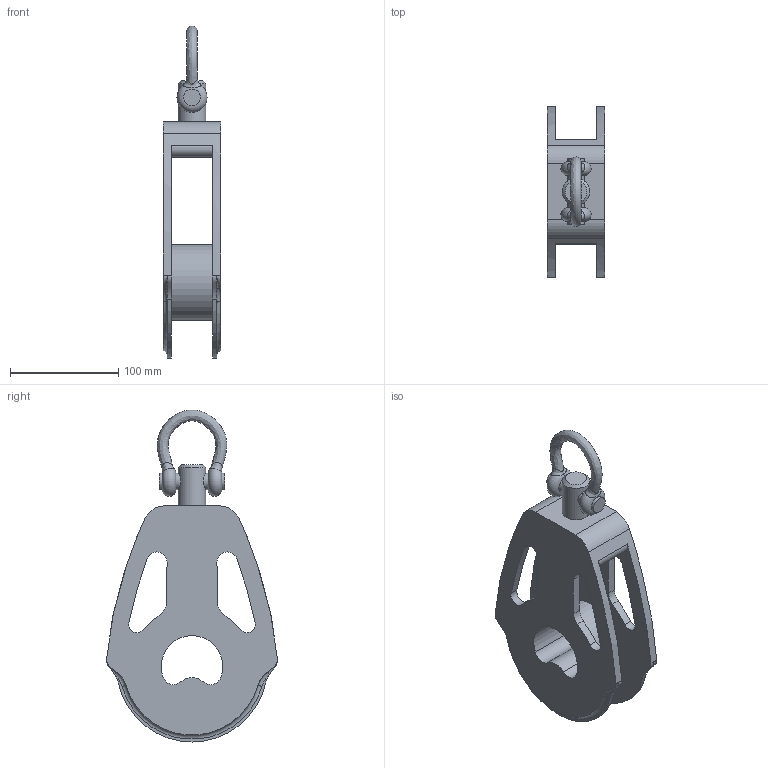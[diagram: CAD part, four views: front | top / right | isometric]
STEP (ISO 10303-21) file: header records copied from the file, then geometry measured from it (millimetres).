
FILE_DESCRIPTION( ( '' ), ' ' );
FILE_NAME( '5bdf72c066b07b14ef28190e.step', '2018-11-04T22:29:21', ( '' ), ( '' ), ' ', ' ', ' ' );
FILE_SCHEMA( ( 'AUTOMOTIVE_DESIGN { 1 0 10303 214 1 1 1 1 }' ) );
Length unit declared in the file: metre
Products named in the file (1): Single Block
Bounding box: 53.34 x 158.26 x 307.27 mm (x, y, z)
Volume: 535251.4 mm3; surface area: 126208.1 mm2
Topology: 1 solids, 1 shells, 77 faces, 209 edges, 133 vertices
Faces by surface type: cylinder 28, extrusion 22, bspline 11, plane 11, torus 4, cone 1
Full cylindrical faces by diameter (mm): 15.24 x4, 25.4 x1, 69.85 x1
Entity records: 7244 total; most frequent: CARTESIAN_POINT 4894, ORIENTED_EDGE 378, DIRECTION 278, EDGE_CURVE 189, VERTEX_POINT 131, EDGE_LOOP 106, AXIS2_PLACEMENT_3D 104, B_SPLINE_CURVE_WITH_KNOTS 98
